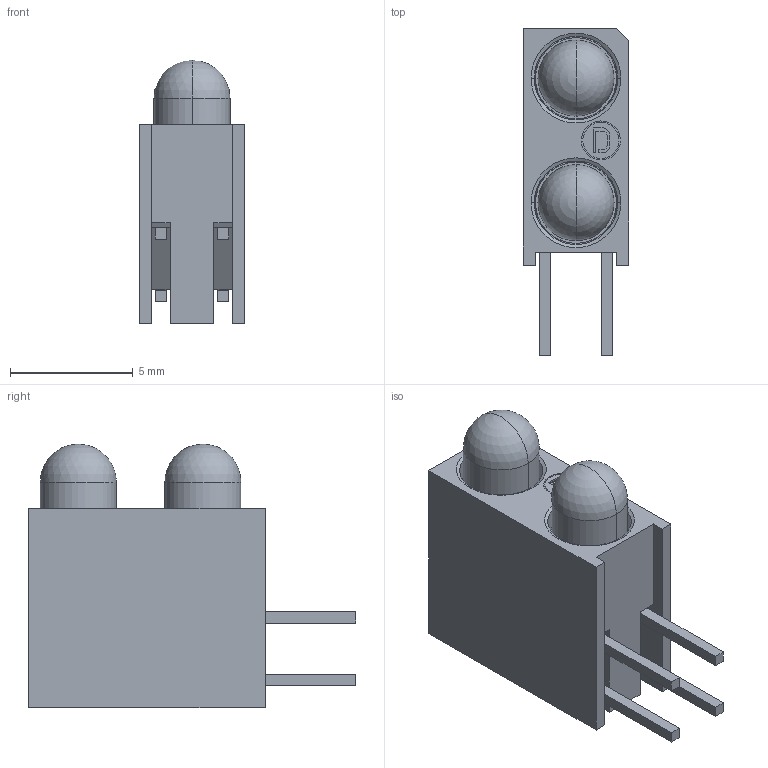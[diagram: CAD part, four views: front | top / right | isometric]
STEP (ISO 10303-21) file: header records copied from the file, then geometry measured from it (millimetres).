
FILE_DESCRIPTION((''),'2;1');
FILE_NAME('5530XXXF_SW0001','2025-02-12T10:36:09',('ldichoso'),(''),'CREO PARAMETRIC BY PTC INC, 2024273','CREO PARAMETRIC BY PTC INC, 2024273','');
FILE_SCHEMA(('CONFIG_CONTROL_DESIGN'));
Length unit declared in the file: inch
Products named in the file (1): 5530XXXF_SW0001
Bounding box: 4.32 x 13.34 x 10.74 mm (x, y, z)
Volume: 291.8 mm3; surface area: 694.7 mm2
Topology: 1 solids, 1 shells, 147 faces, 408 edges, 259 vertices
Faces by surface type: plane 121, cylinder 18, sphere 4, cone 4
Entity records: 4670 total; most frequent: CARTESIAN_POINT 842, ORIENTED_EDGE 808, DIRECTION 750, EDGE_CURVE 404, VECTOR 336, LINE 336, VERTEX_POINT 259, AXIS2_PLACEMENT_3D 207
